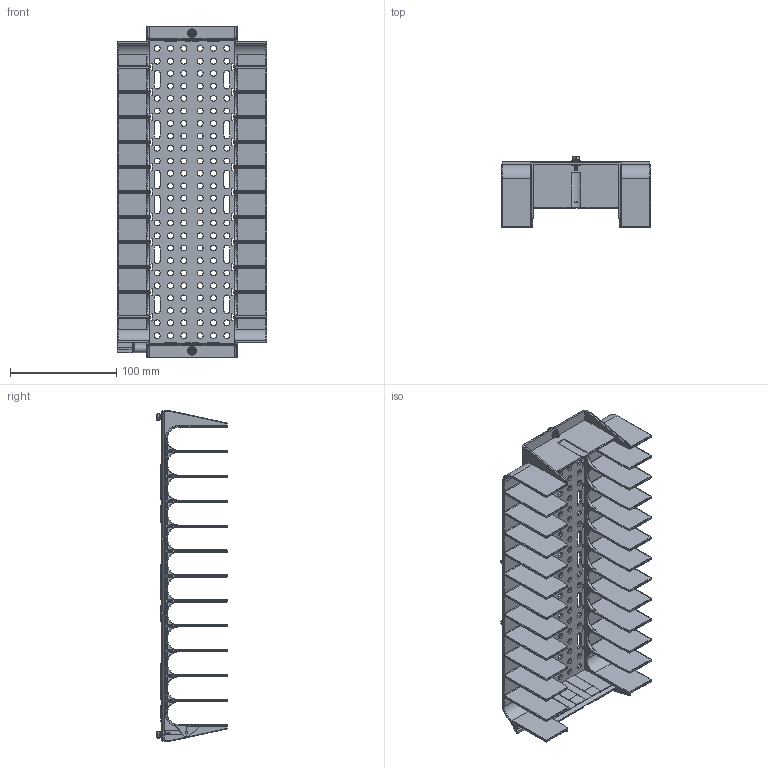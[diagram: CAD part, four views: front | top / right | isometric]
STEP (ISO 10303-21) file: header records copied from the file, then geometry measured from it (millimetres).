
FILE_DESCRIPTION((''),'2;1');
FILE_NAME('32420030000','2019-09-24T',('presta_be4'),(''),'PRO/ENGINEER BY PARAMETRIC TECHNOLOGY CORPORATION, 2014310','PRO/ENGINEER BY PARAMETRIC TECHNOLOGY CORPORATION, 2014310','');
FILE_SCHEMA(('CONFIG_CONTROL_DESIGN'));
Products named in the file (1): 32420030000
Bounding box: 140.4 x 66.34 x 311 mm (x, y, z)
Volume: 204568.4 mm3; surface area: 199161 mm2
Topology: 3 solids, 3 shells, 3403 faces, 9095 edges, 5812 vertices
Faces by surface type: plane 2180, cylinder 829, bspline 157, torus 141, sphere 48, cone 48
Entity records: 143078 total; most frequent: CARTESIAN_POINT 58313, ORIENTED_EDGE 18182, DIRECTION 16500, EDGE_CURVE 9091, VECTOR 6852, LINE 6852, VERTEX_POINT 5812, AXIS2_PLACEMENT_3D 4824
